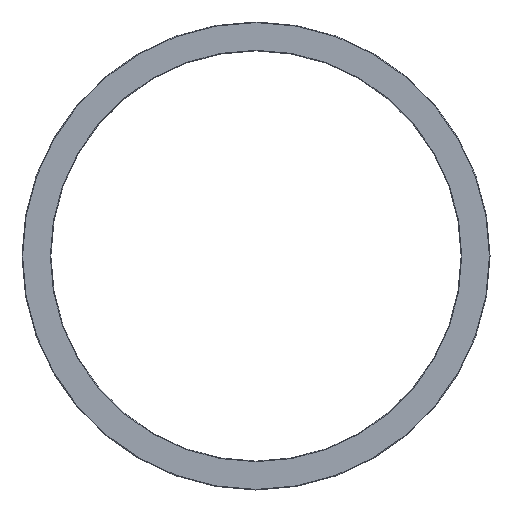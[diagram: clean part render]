
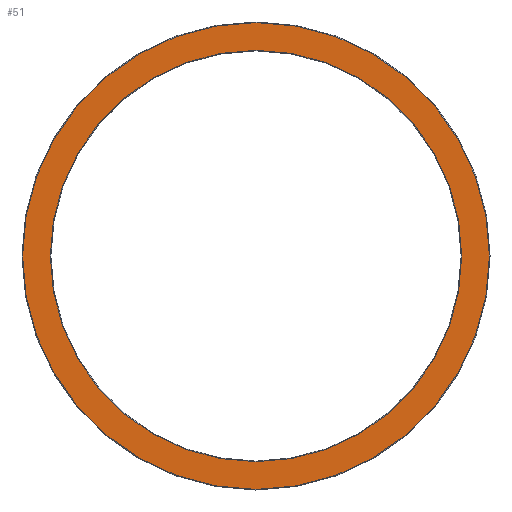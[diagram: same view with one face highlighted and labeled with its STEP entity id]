
A CAD part, left-side view. The second image highlights one B-rep face of the part: STEP entity #51.
In plain terms, the highlighted planar face has unit normal (-1, 0, 0).
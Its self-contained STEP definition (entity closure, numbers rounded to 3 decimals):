
#2 = DIRECTION ( 'NONE',  ( 0., 0., -1. ) ) ;
#14 = EDGE_CURVE ( 'NONE', #119, #320, #152, .T. ) ;
#18 = CIRCLE ( 'NONE', #89, 40.4 ) ;
#24 = AXIS2_PLACEMENT_3D ( 'NONE', #189, #111, #28 ) ;
#28 = DIRECTION ( 'NONE',  ( 0., 0., -1. ) ) ;
#51 = ADVANCED_FACE ( 'NONE', ( #340, #279 ), #117, .F. ) ;
#82 = EDGE_LOOP ( 'NONE', ( #134, #158 ) ) ;
#85 = CARTESIAN_POINT ( 'NONE',  ( 0., 0., -35.6 ) ) ;
#86 = AXIS2_PLACEMENT_3D ( 'NONE', #313, #138, #225 ) ;
#89 = AXIS2_PLACEMENT_3D ( 'NONE', #126, #125, #267 ) ;
#93 = CARTESIAN_POINT ( 'NONE',  ( 0., 0., 0. ) ) ;
#95 = EDGE_CURVE ( 'NONE', #334, #146, #323, .T. ) ;
#101 = ORIENTED_EDGE ( 'NONE', *, *, #160, .T. ) ;
#102 = DIRECTION ( 'NONE',  ( 1., 0., 0. ) ) ;
#106 = CIRCLE ( 'NONE', #24, 35.6 ) ;
#111 = DIRECTION ( 'NONE',  ( 1., 0., 0. ) ) ;
#117 = PLANE ( 'NONE',  #240 ) ;
#119 = VERTEX_POINT ( 'NONE', #317 ) ;
#125 = DIRECTION ( 'NONE',  ( -1., 0., 0. ) ) ;
#126 = CARTESIAN_POINT ( 'NONE',  ( 0., 0., 0. ) ) ;
#134 = ORIENTED_EDGE ( 'NONE', *, *, #95, .T. ) ;
#138 = DIRECTION ( 'NONE',  ( -1., 0., 0. ) ) ;
#145 = ORIENTED_EDGE ( 'NONE', *, *, #14, .T. ) ;
#146 = VERTEX_POINT ( 'NONE', #203 ) ;
#152 = CIRCLE ( 'NONE', #86, 40.4 ) ;
#158 = ORIENTED_EDGE ( 'NONE', *, *, #322, .T. ) ;
#159 = EDGE_LOOP ( 'NONE', ( #145, #101 ) ) ;
#160 = EDGE_CURVE ( 'NONE', #320, #119, #18, .T. ) ;
#189 = CARTESIAN_POINT ( 'NONE',  ( 0., 0., 0. ) ) ;
#203 = CARTESIAN_POINT ( 'NONE',  ( 0., 0., 35.6 ) ) ;
#218 = DIRECTION ( 'NONE',  ( 0., 0., -1. ) ) ;
#225 = DIRECTION ( 'NONE',  ( 0., 0., -1. ) ) ;
#240 = AXIS2_PLACEMENT_3D ( 'NONE', #251, #308, #218 ) ;
#245 = CARTESIAN_POINT ( 'NONE',  ( 0., 0., 40.4 ) ) ;
#251 = CARTESIAN_POINT ( 'NONE',  ( 0., 35.5, 0. ) ) ;
#259 = AXIS2_PLACEMENT_3D ( 'NONE', #93, #102, #2 ) ;
#267 = DIRECTION ( 'NONE',  ( 0., 0., -1. ) ) ;
#279 = FACE_BOUND ( 'NONE', #82, .T. ) ;
#308 = DIRECTION ( 'NONE',  ( 1., 0., 0. ) ) ;
#313 = CARTESIAN_POINT ( 'NONE',  ( 0., 0., 0. ) ) ;
#317 = CARTESIAN_POINT ( 'NONE',  ( 0., 0., -40.4 ) ) ;
#320 = VERTEX_POINT ( 'NONE', #245 ) ;
#322 = EDGE_CURVE ( 'NONE', #146, #334, #106, .T. ) ;
#323 = CIRCLE ( 'NONE', #259, 35.6 ) ;
#334 = VERTEX_POINT ( 'NONE', #85 ) ;
#340 = FACE_OUTER_BOUND ( 'NONE', #159, .T. ) ;
